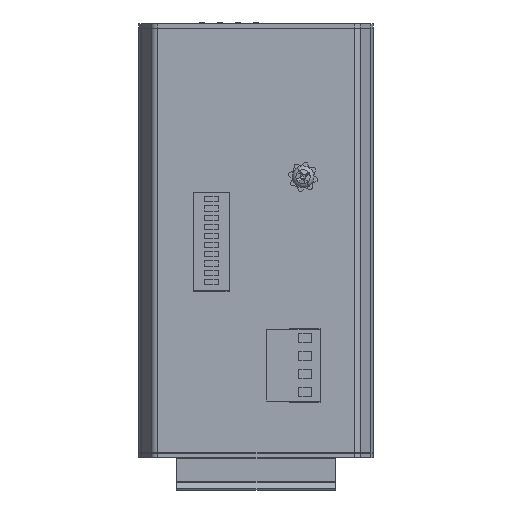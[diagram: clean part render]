
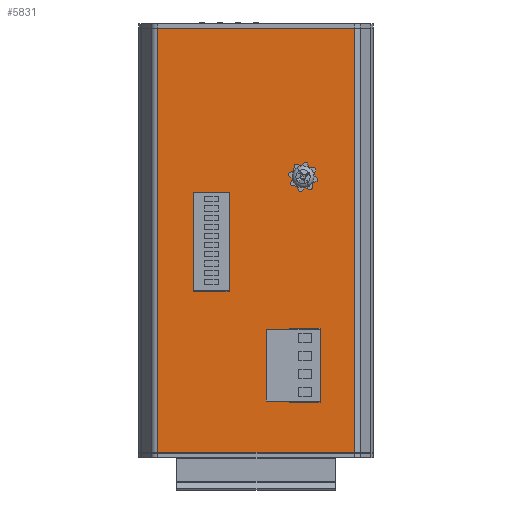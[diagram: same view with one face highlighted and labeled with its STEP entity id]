
A CAD part, front view. The second image highlights one B-rep face of the part: STEP entity #5831.
In plain terms, the highlighted planar face has unit normal (0, -1, 0).
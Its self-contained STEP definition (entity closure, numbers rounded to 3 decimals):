
#5820 = EDGE_CURVE ( 'NONE', #5821, #5899, #20743, .T. ) ;
#5821 = VERTEX_POINT ( 'NONE', #20736 ) ;
#5822 = VERTEX_POINT ( 'NONE', #20735 ) ;
#5825 = VERTEX_POINT ( 'NONE', #20729 ) ;
#5827 = EDGE_CURVE ( 'NONE', #5828, #5825, #20728, .T. ) ;
#5828 = VERTEX_POINT ( 'NONE', #20724 ) ;
#5831 = ADVANCED_FACE ( 'NONE', ( #20718, #20717, #20716 ), #20715, .T. ) ;
#5832 = EDGE_LOOP ( 'NONE', ( #5833, #5837, #5891, #5894 ) ) ;
#5833 = ORIENTED_EDGE ( 'NONE', *, *, #5834, .F. ) ;
#5834 = EDGE_CURVE ( 'NONE', #5835, #5836, #20776, .T. ) ;
#5835 = VERTEX_POINT ( 'NONE', #20772 ) ;
#5836 = VERTEX_POINT ( 'NONE', #20771 ) ;
#5837 = ORIENTED_EDGE ( 'NONE', *, *, #5889, .F. ) ;
#5875 = ORIENTED_EDGE ( 'NONE', *, *, #5876, .F. ) ;
#5876 = EDGE_CURVE ( 'NONE', #5822, #5821, #20827, .T. ) ;
#5877 = ORIENTED_EDGE ( 'NONE', *, *, #5878, .F. ) ;
#5878 = EDGE_CURVE ( 'NONE', #5900, #5822, #20820, .T. ) ;
#5879 = EDGE_LOOP ( 'NONE', ( #5880, #5883, #5886, #5888 ) ) ;
#5880 = ORIENTED_EDGE ( 'NONE', *, *, #5881, .T. ) ;
#5881 = EDGE_CURVE ( 'NONE', #5825, #5882, #20816, .T. ) ;
#5882 = VERTEX_POINT ( 'NONE', #20811 ) ;
#5883 = ORIENTED_EDGE ( 'NONE', *, *, #5884, .T. ) ;
#5884 = EDGE_CURVE ( 'NONE', #5882, #5885, #20812, .T. ) ;
#5885 = VERTEX_POINT ( 'NONE', #20870 ) ;
#5886 = ORIENTED_EDGE ( 'NONE', *, *, #5887, .F. ) ;
#5887 = EDGE_CURVE ( 'NONE', #5828, #5885, #20869, .T. ) ;
#5888 = ORIENTED_EDGE ( 'NONE', *, *, #5827, .T. ) ;
#5889 = EDGE_CURVE ( 'NONE', #5890, #5835, #20865, .T. ) ;
#5890 = VERTEX_POINT ( 'NONE', #20861 ) ;
#5891 = ORIENTED_EDGE ( 'NONE', *, *, #5892, .F. ) ;
#5892 = EDGE_CURVE ( 'NONE', #5893, #5890, #20860, .T. ) ;
#5893 = VERTEX_POINT ( 'NONE', #20856 ) ;
#5894 = ORIENTED_EDGE ( 'NONE', *, *, #5895, .F. ) ;
#5895 = EDGE_CURVE ( 'NONE', #5836, #5893, #20855, .T. ) ;
#5896 = EDGE_LOOP ( 'NONE', ( #5897, #5901, #5875, #5877 ) ) ;
#5897 = ORIENTED_EDGE ( 'NONE', *, *, #5898, .F. ) ;
#5898 = EDGE_CURVE ( 'NONE', #5899, #5900, #20851, .T. ) ;
#5899 = VERTEX_POINT ( 'NONE', #20847 ) ;
#5900 = VERTEX_POINT ( 'NONE', #20846 ) ;
#5901 = ORIENTED_EDGE ( 'NONE', *, *, #5820, .F. ) ;
#20714 = CARTESIAN_POINT ( 'NONE',  ( -1717.364, -20.556, -118. ) ) ;
#20715 = PLANE ( 'NONE',  #20779 ) ;
#20716 = FACE_OUTER_BOUND ( 'NONE', #5879, .T. ) ;
#20717 = FACE_BOUND ( 'NONE', #5896, .T. ) ;
#20718 = FACE_BOUND ( 'NONE', #5832, .T. ) ;
#20724 = CARTESIAN_POINT ( 'NONE',  ( -1717.364, -20.556, 0. ) ) ;
#20725 = DIRECTION ( 'NONE',  ( 0., 0., -1. ) ) ;
#20726 = VECTOR ( 'NONE', #20725, 1000. ) ;
#20727 = CARTESIAN_POINT ( 'NONE',  ( -1717.364, -20.556, -59. ) ) ;
#20728 = LINE ( 'NONE', #20727, #20726 ) ;
#20729 = CARTESIAN_POINT ( 'NONE',  ( -1717.364, -20.556, -118. ) ) ;
#20735 = CARTESIAN_POINT ( 'NONE',  ( -1672.294, -20.556, -104. ) ) ;
#20736 = CARTESIAN_POINT ( 'NONE',  ( -1672.294, -20.556, -83.4 ) ) ;
#20737 = DIRECTION ( 'NONE',  ( -1., 0., 0. ) ) ;
#20738 = VECTOR ( 'NONE', #20737, 1000. ) ;
#20739 = CARTESIAN_POINT ( 'NONE',  ( -1680.894, -20.556, -83.4 ) ) ;
#20743 = LINE ( 'NONE', #20739, #20738 ) ;
#20771 = CARTESIAN_POINT ( 'NONE',  ( -1707.594, -20.556, -72.95 ) ) ;
#20772 = CARTESIAN_POINT ( 'NONE',  ( -1707.594, -20.556, -45.82 ) ) ;
#20773 = DIRECTION ( 'NONE',  ( 0., 0., -1. ) ) ;
#20774 = VECTOR ( 'NONE', #20773, 1000. ) ;
#20775 = CARTESIAN_POINT ( 'NONE',  ( -1707.594, -20.556, -45.82 ) ) ;
#20776 = LINE ( 'NONE', #20775, #20774 ) ;
#20777 = DIRECTION ( 'NONE',  ( 1., 0., 0. ) ) ;
#20778 = DIRECTION ( 'NONE',  ( 0., -1., 0. ) ) ;
#20779 = AXIS2_PLACEMENT_3D ( 'NONE', #20714, #20778, #20777 ) ;
#20810 = CARTESIAN_POINT ( 'NONE',  ( -1662.824, -20.556, -59. ) ) ;
#20811 = CARTESIAN_POINT ( 'NONE',  ( -1662.824, -20.556, -118. ) ) ;
#20812 = LINE ( 'NONE', #20810, #20872 ) ;
#20813 = DIRECTION ( 'NONE',  ( 1., 0., 0. ) ) ;
#20814 = VECTOR ( 'NONE', #20813, 1000. ) ;
#20815 = CARTESIAN_POINT ( 'NONE',  ( -1717.364, -20.556, -118. ) ) ;
#20816 = LINE ( 'NONE', #20815, #20814 ) ;
#20817 = DIRECTION ( 'NONE',  ( 1., 0., 0. ) ) ;
#20818 = VECTOR ( 'NONE', #20817, 1000. ) ;
#20819 = CARTESIAN_POINT ( 'NONE',  ( -1680.894, -20.556, -104. ) ) ;
#20820 = LINE ( 'NONE', #20819, #20818 ) ;
#20821 = DIRECTION ( 'NONE',  ( 0., 0., 1. ) ) ;
#20822 = VECTOR ( 'NONE', #20821, 1000. ) ;
#20823 = CARTESIAN_POINT ( 'NONE',  ( -1672.294, -20.556, -83.4 ) ) ;
#20827 = LINE ( 'NONE', #20823, #20822 ) ;
#20846 = CARTESIAN_POINT ( 'NONE',  ( -1680.894, -20.556, -104. ) ) ;
#20847 = CARTESIAN_POINT ( 'NONE',  ( -1680.894, -20.556, -83.4 ) ) ;
#20848 = DIRECTION ( 'NONE',  ( 0., 0., -1. ) ) ;
#20849 = VECTOR ( 'NONE', #20848, 1000. ) ;
#20850 = CARTESIAN_POINT ( 'NONE',  ( -1680.894, -20.556, -83.4 ) ) ;
#20851 = LINE ( 'NONE', #20850, #20849 ) ;
#20852 = DIRECTION ( 'NONE',  ( 1., 0., 0. ) ) ;
#20853 = VECTOR ( 'NONE', #20852, 1000. ) ;
#20854 = CARTESIAN_POINT ( 'NONE',  ( -1707.594, -20.556, -72.95 ) ) ;
#20855 = LINE ( 'NONE', #20854, #20853 ) ;
#20856 = CARTESIAN_POINT ( 'NONE',  ( -1697.394, -20.556, -72.95 ) ) ;
#20857 = DIRECTION ( 'NONE',  ( 0., 0., 1. ) ) ;
#20858 = VECTOR ( 'NONE', #20857, 1000. ) ;
#20859 = CARTESIAN_POINT ( 'NONE',  ( -1697.394, -20.556, -45.82 ) ) ;
#20860 = LINE ( 'NONE', #20859, #20858 ) ;
#20861 = CARTESIAN_POINT ( 'NONE',  ( -1697.394, -20.556, -45.82 ) ) ;
#20862 = DIRECTION ( 'NONE',  ( -1., 0., 0. ) ) ;
#20863 = VECTOR ( 'NONE', #20862, 1000. ) ;
#20864 = CARTESIAN_POINT ( 'NONE',  ( -1707.594, -20.556, -45.82 ) ) ;
#20865 = LINE ( 'NONE', #20864, #20863 ) ;
#20866 = DIRECTION ( 'NONE',  ( 1., 0., 0. ) ) ;
#20867 = VECTOR ( 'NONE', #20866, 1000. ) ;
#20868 = CARTESIAN_POINT ( 'NONE',  ( -1722.894, -20.556, 0. ) ) ;
#20869 = LINE ( 'NONE', #20868, #20867 ) ;
#20870 = CARTESIAN_POINT ( 'NONE',  ( -1662.824, -20.556, 0. ) ) ;
#20871 = DIRECTION ( 'NONE',  ( 0., 0., 1. ) ) ;
#20872 = VECTOR ( 'NONE', #20871, 1000. ) ;
